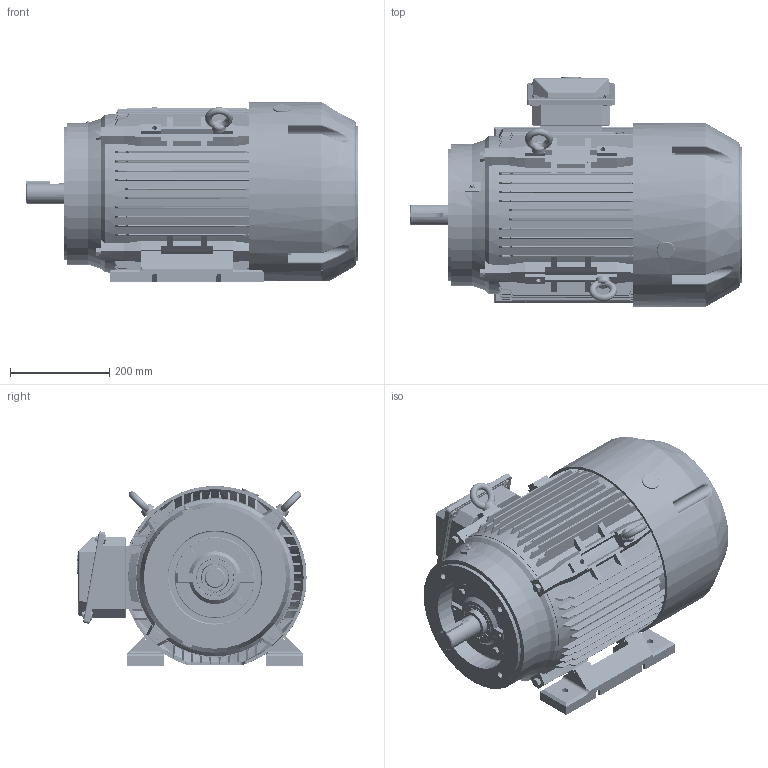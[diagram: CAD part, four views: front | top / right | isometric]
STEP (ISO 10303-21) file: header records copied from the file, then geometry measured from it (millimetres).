
FILE_DESCRIPTION (( 'STEP AP203' ), '1' );
FILE_NAME ('TFCR 284TS KicCｷｨﾀｼ ﾍ簟ﾎﾍｼF1.STEP', '2017-03-17T07:15:01', ( 'ﾎ｢ﾈ橆ﾃｻｧ' ), ( 'ﾎ｢ﾈ晥ｫﾋｾ' ), 'SwSTEP 2.0', 'SolidWorks 2008', '' );
FILE_SCHEMA (( 'CONFIG_CONTROL_DESIGN' ));
Products named in the file (30): TC 180 轴承外盖NDE_默认; 10_默认; 油封55-75-8_默认; 8_默认; 扣塞_默认; 吊环M12_默认; NEMA 284T 底脚_默认; 250-280T 装配体A_默认; 6311_默认; 250-280T接线盒座垫_默认; TX 180铸铁风罩3_默认; TFCR 284TS KicC楊擘 俋倛芞F1; TC 180 B3 后端盖_默认; NEMA TFC 280TC法兰_默认; TC 180 轴承外盖DE_默认; TC 180 轴承内盖_默认; M10-35_默认; M8-65_默认; 铜油嘴_默认; IE2 180-4P风叶_默认; 280TS 平键_默认; TC 180M B5机座_默认; 284TS 转子_默认; 284TS转轴_默认; 新NEMA280T接线盒座A_默认; 新NEMA250T接线盒盖A_默认; NEMA 250-280接线盒盖垫_默认; M6-10_默认; 180后端盖螺栓_默认; hexagon head bolts-full thread gb_GB_FASTENER_BOLT_STBAB A M8X20-N
Assembly tree (56 placements, depth 3):
  TFCR 284TS KicC楊擘 俋倛芞F1
    NEMA TFC 280TC法兰_默认
    扣塞_默认
    10_默认  x4
    TC 180 轴承内盖_默认  x2
    180后端盖螺栓_默认  x4
    吊环M12_默认  x2
    280TS 平键_默认
    TX 180铸铁风罩3_默认
    TC 180 轴承外盖DE_默认
    M10-35_默认  x4
    IE2 180-4P风叶_默认
    250-280T 装配体A_默认
      M6-10_默认  x4
      新NEMA250T接线盒盖A_默认
      新NEMA280T接线盒座A_默认
      NEMA 250-280接线盒盖垫_默认
    hexagon head bolts-full thread gb_GB_FASTENER_BOLT_STBAB A M8X20-N  x4
    TC 180 轴承外盖NDE_默认
    M8-65_默认  x4
    8_默认  x4
    284TS 转子_默认
      6311_默认  x2
      284TS转轴_默认
    NEMA 284T 底脚_默认  x2
    250-280T接线盒座垫_默认
    油封55-75-8_默认  x2
    TC 180 B3 后端盖_默认
    铜油嘴_默认  x2
    TC 180M B5机座_默认
Bounding box: 668.35 x 461.51 x 362.33 mm (x, y, z)
Volume: 13099907.1 mm3; surface area: 3384591.1 mm2
Topology: 56 solids, 56 shells, 5184 faces, 13611 edges, 8489 vertices
Faces by surface type: plane 1973, cylinder 1595, torus 730, cone 415, bspline 349, sphere 122
Entity records: 164307 total; most frequent: CARTESIAN_POINT 55259, ORIENTED_EDGE 22538, DIRECTION 21527, EDGE_CURVE 11269, AXIS2_PLACEMENT_3D 8160, VERTEX_POINT 7033, VECTOR 5207, LINE 5207
